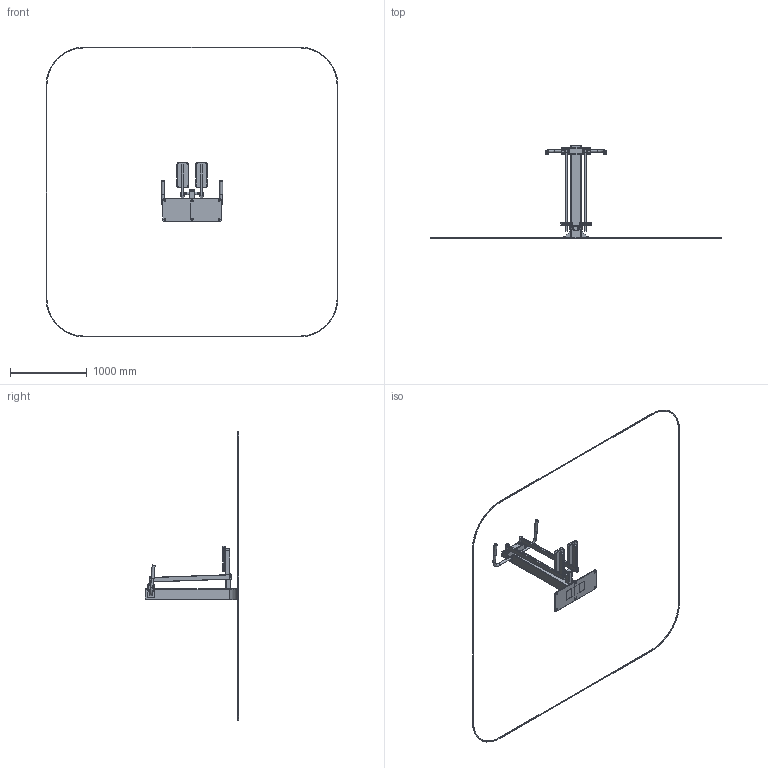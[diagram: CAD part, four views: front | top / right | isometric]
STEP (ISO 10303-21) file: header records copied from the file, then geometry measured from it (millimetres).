
FILE_DESCRIPTION(('STEP AP214'), '1');
FILE_NAME('óëè÷íûé òðåíàæåð_Ìàÿòíèêîâûé äâîéíîé', '', ('UNSPECIFIED'), ('UNSPECIFIED'), 'C3D Converter', 'C3D Toolkit', '');
FILE_SCHEMA(('AUTOMOTIVE_DESIGN { 1 0 10303 214 3 1 1}'));
Length unit declared in the file: millimetre
Products named in the file (55): УТ-18.01.00.00; УТ-18.01.01.00; УТ-18.01.01.01; УТ-18.01.01.02; УТ-18.02.00.00; УТ-18.02.01.00; УТ-10.00.02.04; УТ-18.00.01.01; УТ-02.1.14.00.00.01; УТ-02.1.14.01.01.00; УТ-07.01.01.02; ФК-03.03; УТ-10.1Н.00.01.02
Assembly tree (76 placements, depth 4):
  (unnamed)
    УТ-18.01.00.00
      УТ-18.01.01.00
        УТ-18.01.01.01
        УТ-18.01.01.02
      (unnamed)
    УТ-18.02.00.00
      (unnamed)
      УТ-18.02.01.00
        УТ-18.01.01.01
        УТ-18.01.01.02
    (unnamed)
      (unnamed)
        УТ-10.00.02.04
        (unnamed)
        УТ-18.00.01.01
        (unnamed)  x4
        (unnamed)  x2
        (unnamed)
        (unnamed)
      (unnamed)  x2
      (unnamed)
      УТ-02.1.14.00.00.01  x2
    (unnamed)  x2
      УТ-02.1.14.01.01.00
        (unnamed)
        (unnamed)
        (unnamed)
        УТ-07.01.01.02
      (unnamed)
      (unnamed)
    (unnamed)  x2
    (unnamed)
      (unnamed)
        ФК-03.03
        ФК-03.03
        ФК-03.03
        ФК-03.03
        ФК-03.03
        ФК-03.03
        (unnamed)
        (unnamed)
        (unnamed)
        (unnamed)
        (unnamed)
      (unnamed)  x5
        (unnamed)
        (unnamed)
        (unnamed)
      (unnamed)
        (unnamed)
        (unnamed)
        (unnamed)
    (unnamed)
    (unnamed)  x2
      (unnamed)
        УТ-10.1Н.00.01.02
        (unnamed)
    (unnamed)  x2
      (unnamed)
Bounding box: 3795.96 x 1214.01 x 3771.04 mm (x, y, z)
Volume: 10878870 mm3; surface area: 5012555.3 mm2
Topology: 59 solids, 59 shells, 1158 faces, 2794 edges, 1815 vertices
Faces by surface type: plane 586, cylinder 432, torus 82, cone 46, bspline 12
Full cylindrical faces by diameter (mm): 3 x2, 5 x2, 6.5 x2, 11 x2, 13.835 x6, 15 x4, 28.4 x4, 33 x2, 34 x6, 35 x2, 37 x8, 40 x4, 48 x4, 55 x4, 58 x4, 64 x4
Entity records: 31071 total; most frequent: CARTESIAN_POINT 5724, DIRECTION 3479, ORIENTED_EDGE 3212, EDGE_CURVE 1606, AXIS2_PLACEMENT_3D 1239, VERTEX_POINT 1085, LINE 1001, VECTOR 1001
